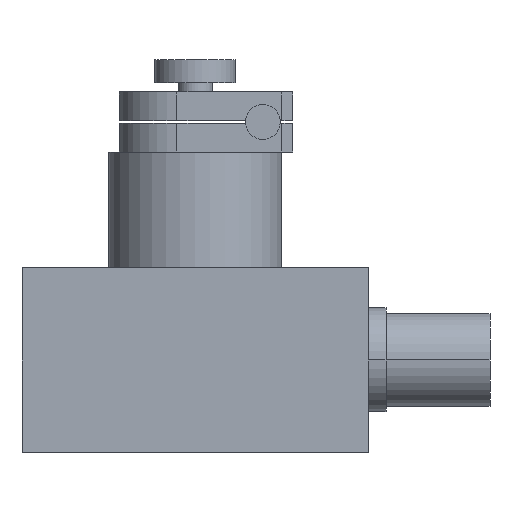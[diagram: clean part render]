
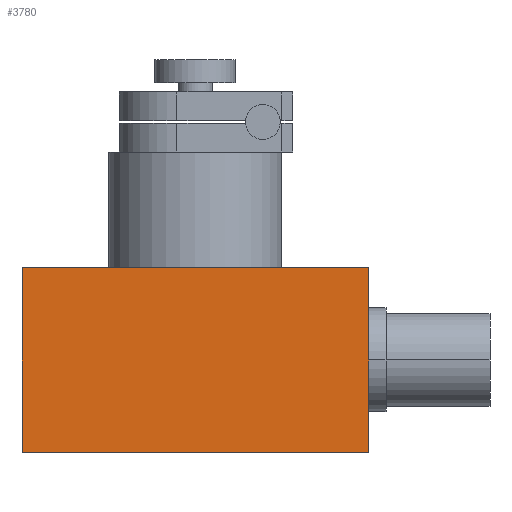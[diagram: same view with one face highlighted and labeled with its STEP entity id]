
A CAD part, front view. The second image highlights one B-rep face of the part: STEP entity #3780.
In plain terms, the highlighted planar face has unit normal (0, -1, 0).
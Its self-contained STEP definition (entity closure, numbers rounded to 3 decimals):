
#2765=CARTESIAN_POINT('',(0.0,0.,16.0));
#2766=VERTEX_POINT('',#2765);
#2775=CARTESIAN_POINT('',(30.001,0.,16.0));
#2776=VERTEX_POINT('',#2775);
#2777=CARTESIAN_POINT('',(30.001,0.,16.0));
#2778=DIRECTION('',(-1.0,0.0,0.0));
#2779=VECTOR('',#2778,30.001);
#2780=LINE('',#2777,#2779);
#2781=EDGE_CURVE('',#2776,#2766,#2780,.T.);
#3432=CARTESIAN_POINT('',(0.0,0.0,0.0));
#3433=VERTEX_POINT('',#3432);
#3440=CARTESIAN_POINT('',(0.0,0.0,0.0));
#3441=DIRECTION('',(0.0,0.0,1.0));
#3442=VECTOR('',#3441,16.0);
#3443=LINE('',#3440,#3442);
#3444=EDGE_CURVE('',#3433,#2766,#3443,.T.);
#3741=CARTESIAN_POINT('',(30.001,0.0,0.0));
#3742=VERTEX_POINT('',#3741);
#3743=CARTESIAN_POINT('',(30.001,0.0,0.0));
#3744=DIRECTION('',(0.0,0.0,1.0));
#3745=VECTOR('',#3744,16.0);
#3746=LINE('',#3743,#3745);
#3747=EDGE_CURVE('',#3742,#2776,#3746,.T.);
#3764=CARTESIAN_POINT('',(30.001,0.0,0.0));
#3765=DIRECTION('',(0.0,-1.0,0.0));
#3766=DIRECTION('',(0.0,0.0,-1.0));
#3767=AXIS2_PLACEMENT_3D('',#3764,#3765,#3766);
#3768=PLANE('',#3767);
#3769=ORIENTED_EDGE('',*,*,#3444,.F.);
#3770=CARTESIAN_POINT('',(0.0,0.0,0.0));
#3771=DIRECTION('',(1.0,0.0,0.0));
#3772=VECTOR('',#3771,30.001);
#3773=LINE('',#3770,#3772);
#3774=EDGE_CURVE('',#3433,#3742,#3773,.T.);
#3775=ORIENTED_EDGE('',*,*,#3774,.T.);
#3776=ORIENTED_EDGE('',*,*,#3747,.T.);
#3777=ORIENTED_EDGE('',*,*,#2781,.T.);
#3778=EDGE_LOOP('',(#3769,#3775,#3776,#3777));
#3779=FACE_OUTER_BOUND('',#3778,.T.);
#3780=ADVANCED_FACE('',(#3779),#3768,.T.);
